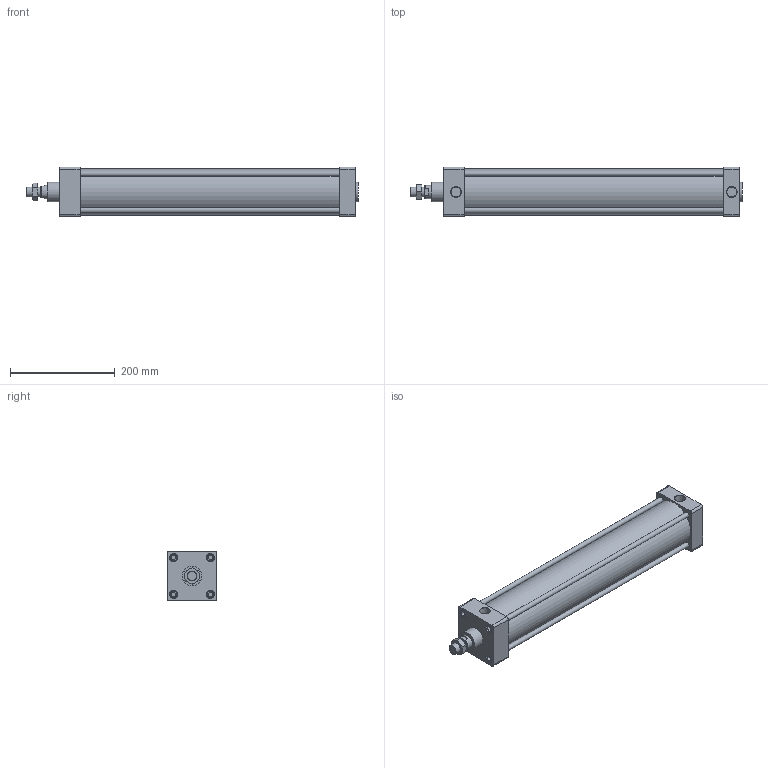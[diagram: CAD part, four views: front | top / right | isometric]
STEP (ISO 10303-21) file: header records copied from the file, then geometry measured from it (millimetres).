
FILE_DESCRIPTION(/* description */ ('Unknown'),/* implementation_level */ '2;1');
FILE_NAME(/* name */ '1309.325.1800.01',/* time_stamp */ '2020-03-10T11:27:33-04:00',/* author */ ('Unknown'),/* organization */ ('Unknown'),/* preprocessor_version */ 'ST-DEVELOPER v16.7',/* originating_system */ 'Solid Edge',/* authorisation */ 'Unknown');
FILE_SCHEMA (('AUTOMOTIVE_DESIGN {1 0 10303 214 3 1 1}'));
Length unit declared in the file: millimetre
Products named in the file (7): 1309.325.1800.01; 1309_3.25_XXXX_03; 1309_3.25_XXXX_05; 1309_3.25_XXXX_01; 1309_3.25_XXXX_04; 1309_3.25_XXXX_02; 1309_3-4
Assembly tree (9 placements, depth 2):
  1309.325.1800.01
    1309_3.25_XXXX_03
    1309_3.25_XXXX_05  x4
    1309_3.25_XXXX_01
    1309_3.25_XXXX_04
    1309_3.25_XXXX_02
    1309_3-4
Bounding box: 633.81 x 95.25 x 95.25 mm (x, y, z)
Volume: 1662981.9 mm3; surface area: 487411.7 mm2
Topology: 9 solids, 9 shells, 177 faces, 392 edges, 257 vertices
Faces by surface type: plane 84, cone 49, cylinder 44
Full cylindrical faces by diameter (mm): 9.525 x12, 10.716 x4, 14.122 x4, 15.875 x4, 17.33 x1, 18.923 x2, 19.05 x1, 25.4 x3, 38.1 x2, 82.55 x2, 88.9 x1
Entity records: 4942 total; most frequent: CARTESIAN_POINT 1433, DIRECTION 722, ORIENTED_EDGE 546, AXIS2_PLACEMENT_3D 302, EDGE_CURVE 273, FACE_BOUND 270, EDGE_LOOP 266, VERTEX_POINT 213
